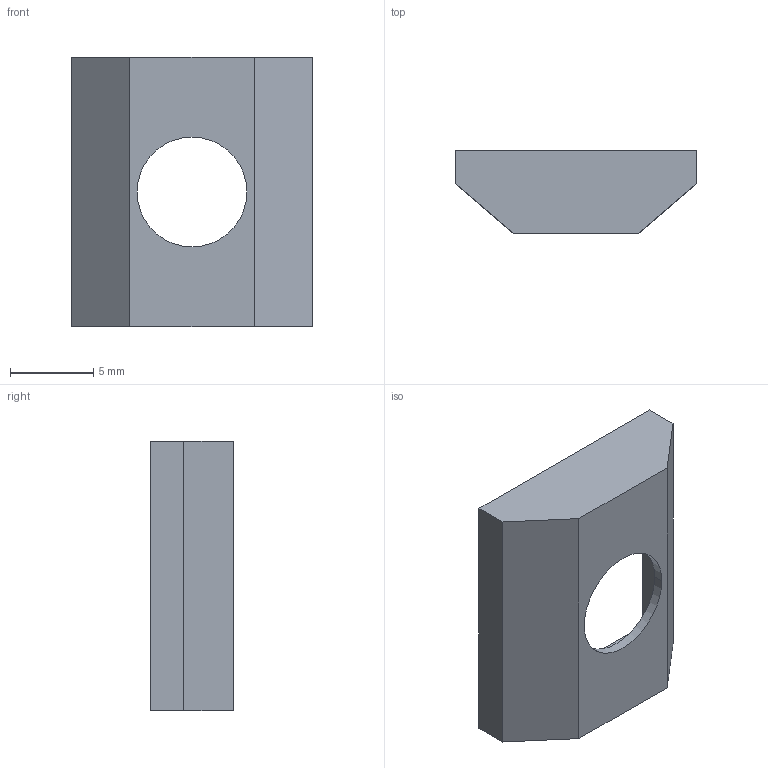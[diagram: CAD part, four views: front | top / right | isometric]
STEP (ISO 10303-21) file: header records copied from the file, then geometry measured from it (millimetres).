
FILE_DESCRIPTION (( 'STEP AP214' ), '1' );
FILE_NAME ('SNSD.30.51.20. Ïîäêëàäêà ïîä ñóõàðü, ïàç 8(C03).STEP', '2014-11-25T13:49:20', ( 'XTreme.ws' ), ( 'XTreme.ws' ), 'SwSTEP 2.0', 'SolidWorks 2014', '' );
FILE_SCHEMA (( 'AUTOMOTIVE_DESIGN' ));
Length unit declared in the file: millimetre
Products named in the file (1): SNSD.30.51.20. Ïîäêëàäêà ïîä ñóõàðü, ïàç 8(C03)
Bounding box: 14.5 x 5 x 16.2 mm (x, y, z)
Volume: 231.4 mm3; surface area: 820.3 mm2
Topology: 1 solids, 1 shells, 17 faces, 42 edges, 28 vertices
Faces by surface type: plane 15, cylinder 2
Entity records: 538 total; most frequent: CARTESIAN_POINT 88, ORIENTED_EDGE 84, DIRECTION 82, EDGE_CURVE 42, LINE 38, VECTOR 38, VERTEX_POINT 28, AXIS2_PLACEMENT_3D 22
